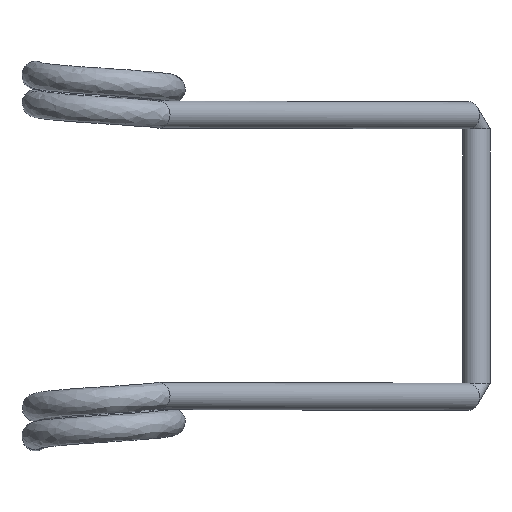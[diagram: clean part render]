
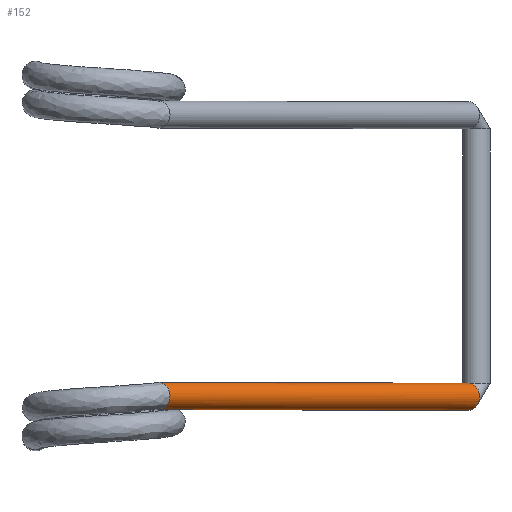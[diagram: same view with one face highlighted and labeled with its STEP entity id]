
A CAD part, top view. The second image highlights one B-rep face of the part: STEP entity #152.
In plain terms, the highlighted cylindrical face has radius 0.75 mm (diameter 1.5 mm), a full revolution.
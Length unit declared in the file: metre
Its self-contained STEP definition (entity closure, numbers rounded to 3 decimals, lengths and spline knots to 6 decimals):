
#36=ORIENTED_EDGE('',*,*,#62,.F.);
#37=ORIENTED_EDGE('',*,*,#63,.T.);
#62=EDGE_CURVE('',#76,#76,#88,.T.);
#63=EDGE_CURVE('',#77,#77,#89,.T.);
#76=VERTEX_POINT('',#271);
#77=VERTEX_POINT('',#273);
#88=CIRCLE('',#195,0.00075);
#89=CIRCLE('',#196,0.00075);
#98=EDGE_LOOP('',(#36));
#99=EDGE_LOOP('',(#37));
#122=FACE_BOUND('',#98,.T.);
#123=FACE_BOUND('',#99,.T.);
#146=CYLINDRICAL_SURFACE('',#194,0.00075);
#152=ADVANCED_FACE('',(#122,#123),#146,.T.);
#194=AXIS2_PLACEMENT_3D('',#269,#220,#221);
#195=AXIS2_PLACEMENT_3D('',#270,#222,#223);
#196=AXIS2_PLACEMENT_3D('',#272,#224,#225);
#220=DIRECTION('',(-0.584,0.,0.812));
#221=DIRECTION('',(0.812,0.,0.584));
#222=DIRECTION('',(-0.584,0.,0.812));
#223=DIRECTION('',(-0.474,-0.812,-0.341));
#224=DIRECTION('',(-0.584,0.,0.812));
#225=DIRECTION('',(-0.474,-0.812,-0.341));
#269=CARTESIAN_POINT('',(-0.001047,-0.00775,0.000171));
#270=CARTESIAN_POINT('',(-0.018089,-0.00775,0.023868));
#271=CARTESIAN_POINT('',(-0.018445,-0.008359,0.023612));
#272=CARTESIAN_POINT('',(-0.001047,-0.00775,0.000171));
#273=CARTESIAN_POINT('',(-0.001047,-0.007,0.000171));
